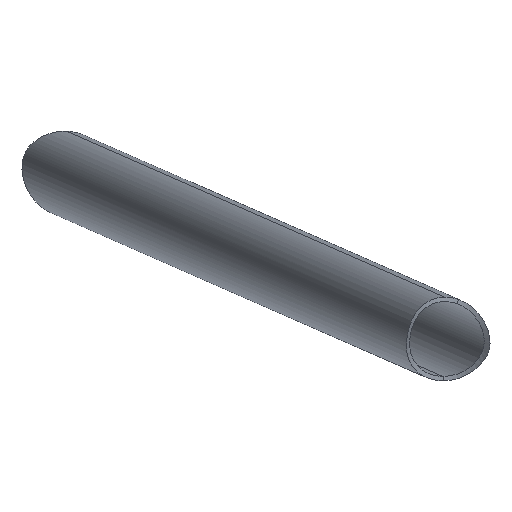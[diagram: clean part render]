
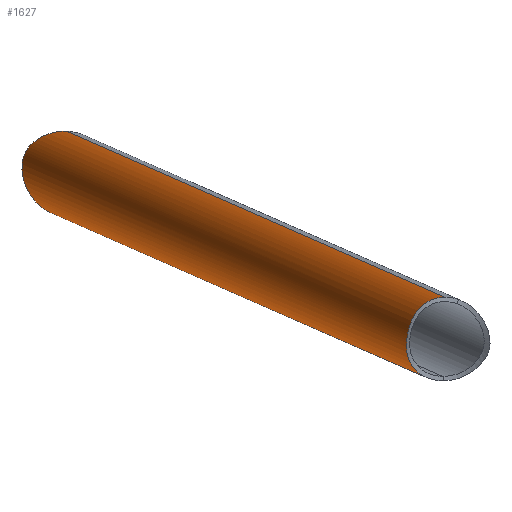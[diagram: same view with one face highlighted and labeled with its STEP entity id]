
A CAD part, left-side view. The second image highlights one B-rep face of the part: STEP entity #1627.
In plain terms, the highlighted cylindrical face has radius 14 mm (diameter 28 mm), a partial arc.
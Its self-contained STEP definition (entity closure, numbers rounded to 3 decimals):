
#1386=CARTESIAN_POINT('Vertex',(-1384.201,-277.8,-98.995)) ;
#1390=CARTESIAN_POINT('Control Point',(-1384.201,-277.8,-98.995)) ;
#1391=CARTESIAN_POINT('Control Point',(-1384.543,-276.733,-99.007)) ;
#1392=CARTESIAN_POINT('Control Point',(-1384.968,-275.683,-99.135)) ;
#1393=CARTESIAN_POINT('Control Point',(-1385.465,-274.675,-99.379)) ;
#1394=CARTESIAN_POINT('Control Point',(-1386.701,-272.547,-100.151)) ;
#1395=CARTESIAN_POINT('Control Point',(-1388.139,-270.741,-101.365)) ;
#1396=CARTESIAN_POINT('Control Point',(-1388.968,-269.85,-102.148)) ;
#1397=CARTESIAN_POINT('Control Point',(-1390.403,-268.511,-103.638)) ;
#1398=CARTESIAN_POINT('Control Point',(-1391.781,-267.459,-105.383)) ;
#1399=CARTESIAN_POINT('Control Point',(-1392.327,-267.071,-106.146)) ;
#1400=CARTESIAN_POINT('Control Point',(-1393.059,-266.578,-107.302)) ;
#1401=CARTESIAN_POINT('Control Point',(-1393.603,-266.164,-108.572)) ;
#1402=CARTESIAN_POINT('Control Point',(-1393.745,-266.047,-108.963)) ;
#1403=CARTESIAN_POINT('Control Point',(-1393.979,-265.818,-109.798)) ;
#1404=CARTESIAN_POINT('Control Point',(-1394.055,-265.62,-110.668)) ;
#1405=CARTESIAN_POINT('Control Point',(-1394.042,-265.526,-111.122)) ;
#1406=CARTESIAN_POINT('Control Point',(-1393.924,-265.382,-111.905)) ;
#1407=CARTESIAN_POINT('Control Point',(-1393.667,-265.272,-112.657)) ;
#1408=CARTESIAN_POINT('Control Point',(-1393.536,-265.232,-112.968)) ;
#1409=CARTESIAN_POINT('Control Point',(-1393.172,-265.148,-113.715)) ;
#1410=CARTESIAN_POINT('Control Point',(-1392.722,-265.102,-114.42)) ;
#1411=CARTESIAN_POINT('Control Point',(-1392.433,-265.086,-114.826)) ;
#1412=CARTESIAN_POINT('Control Point',(-1391.667,-265.08,-115.825)) ;
#1413=CARTESIAN_POINT('Control Point',(-1390.83,-265.152,-116.766)) ;
#1414=CARTESIAN_POINT('Control Point',(-1390.311,-265.225,-117.321)) ;
#1415=CARTESIAN_POINT('Control Point',(-1389.187,-265.443,-118.475)) ;
#1416=CARTESIAN_POINT('Control Point',(-1388.045,-265.8,-119.577)) ;
#1417=CARTESIAN_POINT('Control Point',(-1387.44,-266.031,-120.148)) ;
#1418=CARTESIAN_POINT('Control Point',(-1386.206,-266.596,-121.296)) ;
#1419=CARTESIAN_POINT('Control Point',(-1385.017,-267.353,-122.372)) ;
#1420=CARTESIAN_POINT('Control Point',(-1384.423,-267.797,-122.905)) ;
#1421=CARTESIAN_POINT('Control Point',(-1383.124,-268.94,-124.063)) ;
#1422=CARTESIAN_POINT('Control Point',(-1382.006,-270.38,-125.047)) ;
#1423=CARTESIAN_POINT('Control Point',(-1381.453,-271.284,-125.532)) ;
#1424=CARTESIAN_POINT('Control Point',(-1380.691,-272.954,-126.201)) ;
#1425=CARTESIAN_POINT('Control Point',(-1380.253,-274.779,-126.585)) ;
#1426=CARTESIAN_POINT('Control Point',(-1380.132,-275.541,-126.691)) ;
#1427=CARTESIAN_POINT('Control Point',(-1380.068,-276.308,-126.748)) ;
#1428=CARTESIAN_POINT('Control Point',(-1380.058,-277.073,-126.757)) ;
#1429=CARTESIAN_POINT('Vertex',(-1380.058,-277.073,-126.757)) ;
#1454=CARTESIAN_POINT('Line Origine',(-1027.41,-215.183,-71.54)) ;
#1458=CARTESIAN_POINT('Vertex',(-669.296,-152.333,-43.983)) ;
#1461=CARTESIAN_POINT('Line Origine',(-1025.325,-214.817,-99.46)) ;
#1465=CARTESIAN_POINT('Vertex',(-669.886,-152.437,-72.109)) ;
#1570=CARTESIAN_POINT('Axis2P3D Location',(-1026.368,-215.,-85.5)) ;
#1576=CARTESIAN_POINT('Control Point',(-672.572,-143.767,-68.907)) ;
#1577=CARTESIAN_POINT('Control Point',(-672.503,-143.092,-68.343)) ;
#1578=CARTESIAN_POINT('Control Point',(-672.367,-142.454,-67.73)) ;
#1579=CARTESIAN_POINT('Control Point',(-672.169,-141.861,-67.078)) ;
#1580=CARTESIAN_POINT('Control Point',(-671.663,-140.769,-65.711)) ;
#1581=CARTESIAN_POINT('Control Point',(-670.97,-139.874,-64.259)) ;
#1582=CARTESIAN_POINT('Control Point',(-670.582,-139.475,-63.516)) ;
#1583=CARTESIAN_POINT('Control Point',(-669.607,-138.659,-61.765)) ;
#1584=CARTESIAN_POINT('Control Point',(-668.491,-138.101,-59.977)) ;
#1585=CARTESIAN_POINT('Control Point',(-667.826,-137.865,-58.951)) ;
#1586=CARTESIAN_POINT('Control Point',(-666.817,-137.633,-57.43)) ;
#1587=CARTESIAN_POINT('Control Point',(-665.838,-137.604,-55.877)) ;
#1588=CARTESIAN_POINT('Control Point',(-665.529,-137.617,-55.373)) ;
#1589=CARTESIAN_POINT('Control Point',(-665.019,-137.682,-54.496)) ;
#1590=CARTESIAN_POINT('Control Point',(-664.576,-137.838,-53.595)) ;
#1591=CARTESIAN_POINT('Control Point',(-664.406,-137.921,-53.213)) ;
#1592=CARTESIAN_POINT('Control Point',(-664.101,-138.138,-52.408)) ;
#1593=CARTESIAN_POINT('Control Point',(-663.924,-138.454,-51.597)) ;
#1594=CARTESIAN_POINT('Control Point',(-663.877,-138.646,-51.18)) ;
#1595=CARTESIAN_POINT('Control Point',(-663.878,-139.018,-50.492)) ;
#1596=CARTESIAN_POINT('Control Point',(-663.994,-139.45,-49.851)) ;
#1597=CARTESIAN_POINT('Control Point',(-664.059,-139.636,-49.598)) ;
#1598=CARTESIAN_POINT('Control Point',(-664.264,-140.142,-48.958)) ;
#1599=CARTESIAN_POINT('Control Point',(-664.546,-140.69,-48.381)) ;
#1600=CARTESIAN_POINT('Control Point',(-664.739,-141.042,-48.045)) ;
#1601=CARTESIAN_POINT('Control Point',(-665.237,-141.931,-47.273)) ;
#1602=CARTESIAN_POINT('Control Point',(-665.776,-142.881,-46.609)) ;
#1603=CARTESIAN_POINT('Control Point',(-666.097,-143.463,-46.249)) ;
#1604=CARTESIAN_POINT('Control Point',(-667.123,-145.412,-45.185)) ;
#1605=CARTESIAN_POINT('Control Point',(-668.057,-147.55,-44.452)) ;
#1606=CARTESIAN_POINT('Control Point',(-668.61,-149.108,-44.103)) ;
#1607=CARTESIAN_POINT('Control Point',(-669.033,-150.721,-43.942)) ;
#1608=CARTESIAN_POINT('Control Point',(-669.296,-152.333,-43.983)) ;
#1609=CARTESIAN_POINT('Vertex',(-672.572,-143.767,-68.907)) ;
#1613=CARTESIAN_POINT('Control Point',(-669.886,-152.437,-72.109)) ;
#1614=CARTESIAN_POINT('Control Point',(-671.023,-150.729,-72.171)) ;
#1615=CARTESIAN_POINT('Control Point',(-671.962,-148.896,-71.908)) ;
#1616=CARTESIAN_POINT('Control Point',(-672.565,-146.978,-71.207)) ;
#1617=CARTESIAN_POINT('Control Point',(-672.725,-145.26,-70.154)) ;
#1618=CARTESIAN_POINT('Control Point',(-672.572,-143.767,-68.907)) ;
#1455=DIRECTION('Vector Direction',(-0.982,-0.172,-0.076)) ;
#1462=DIRECTION('Vector Direction',(-0.982,-0.172,-0.076)) ;
#1571=DIRECTION('Axis2P3D Direction',(-0.982,-0.172,-0.076)) ;
#1572=DIRECTION('Axis2P3D XDirection',(-0.074,-0.013,0.997)) ;
#1573=AXIS2_PLACEMENT_3D('Cylinder Axis2P3D',#1570,#1571,#1572) ;
#1621=ORIENTED_EDGE('',*,*,#1467,.T.) ;
#1622=ORIENTED_EDGE('',*,*,#1431,.F.) ;
#1623=ORIENTED_EDGE('',*,*,#1460,.F.) ;
#1624=ORIENTED_EDGE('',*,*,#1611,.F.) ;
#1625=ORIENTED_EDGE('',*,*,#1619,.F.) ;
#1456=VECTOR('Line Direction',#1455,1.) ;
#1463=VECTOR('Line Direction',#1462,1.) ;
#1627=ADVANCED_FACE('Corps principal',(#1626),#1574,.T.) ;
#1389=B_SPLINE_CURVE_WITH_KNOTS('',5,(#1390,#1391,#1392,#1393,#1394,#1395,#1396,#1397,#1398,#1399,#1400,#1401,#1402,#1403,#1404,#1405,#1406,#1407,#1408,#1409,#1410,#1411,#1412,#1413,#1414,#1415,#1416,#1417,#1418,#1419,#1420,#1421,#1422,#1423,#1424,#1425,#1426,#1427,#1428),.UNSPECIFIED.,.F.,.U.,(6,3,3,3,3,3,3,3,3,3,3,3,6),(0.,8.117,18.199,25.299,28.325,31.595,33.981,37.477,42.816,48.862,55.262,63.502,69.202),.UNSPECIFIED.) ;
#1575=B_SPLINE_CURVE_WITH_KNOTS('',5,(#1576,#1577,#1578,#1579,#1580,#1581,#1582,#1583,#1584,#1585,#1586,#1587,#1588,#1589,#1590,#1591,#1592,#1593,#1594,#1595,#1596,#1597,#1598,#1599,#1600,#1601,#1602,#1603,#1604,#1605,#1606,#1607,#1608),.UNSPECIFIED.,.F.,.U.,(6,3,3,3,3,3,3,3,3,3,6),(0.,6.567,13.177,21.954,26.115,29.11,32.363,34.615,38.293,43.61,55.547),.UNSPECIFIED.) ;
#1612=B_SPLINE_CURVE_WITH_KNOTS('',5,(#1613,#1614,#1615,#1616,#1617,#1618),.UNSPECIFIED.,.F.,.U.,(6,6),(0.,14.518),.UNSPECIFIED.) ;
#1574=CYLINDRICAL_SURFACE('generated cylinder',#1573,14.) ;
#1431=EDGE_CURVE('',#1387,#1430,#1389,.T.) ;
#1460=EDGE_CURVE('',#1459,#1387,#1457,.T.) ;
#1467=EDGE_CURVE('',#1466,#1430,#1464,.T.) ;
#1611=EDGE_CURVE('',#1610,#1459,#1575,.T.) ;
#1619=EDGE_CURVE('',#1466,#1610,#1612,.T.) ;
#1620=EDGE_LOOP('',(#1621,#1622,#1623,#1624,#1625)) ;
#1626=FACE_OUTER_BOUND('',#1620,.T.) ;
#1457=LINE('Line',#1454,#1456) ;
#1464=LINE('Line',#1461,#1463) ;
#1387=VERTEX_POINT('',#1386) ;
#1430=VERTEX_POINT('',#1429) ;
#1459=VERTEX_POINT('',#1458) ;
#1466=VERTEX_POINT('',#1465) ;
#1610=VERTEX_POINT('',#1609) ;
